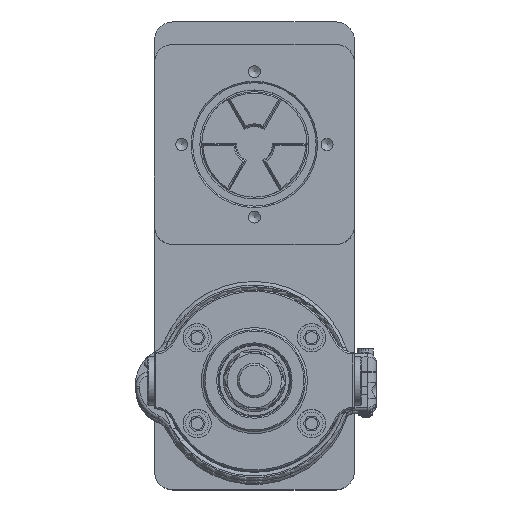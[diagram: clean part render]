
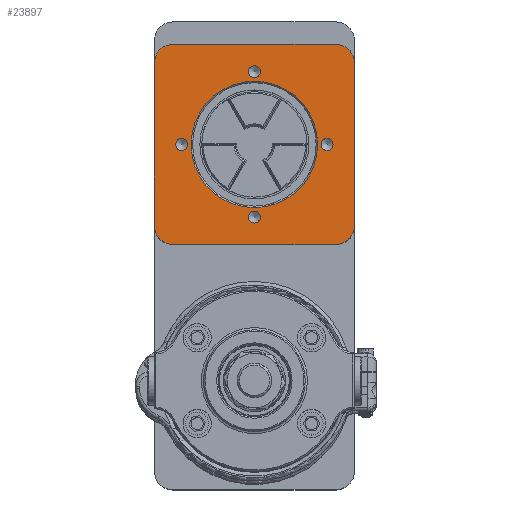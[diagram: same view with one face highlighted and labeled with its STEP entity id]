
A CAD part, top view. The second image highlights one B-rep face of the part: STEP entity #23897.
In plain terms, the highlighted planar face has unit normal (0, 0, 1).
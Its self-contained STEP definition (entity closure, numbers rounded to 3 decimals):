
#152 = FACE_BOUND ( 'NONE', #9810, .T. ) ;
#854 = DIRECTION ( 'NONE',  ( 1., 0., 0. ) ) ;
#931 = DIRECTION ( 'NONE',  ( 0., 0., 1. ) ) ;
#1246 = EDGE_CURVE ( 'NONE', #13581, #14594, #5410, .T. ) ;
#1850 = AXIS2_PLACEMENT_3D ( 'NONE', #2429, #931, #23696 ) ;
#1945 = DIRECTION ( 'NONE',  ( 1., 0., 0. ) ) ;
#1958 = EDGE_CURVE ( 'NONE', #13306, #11928, #12655, .T. ) ;
#2003 = FACE_BOUND ( 'NONE', #5342, .T. ) ;
#2007 = EDGE_LOOP ( 'NONE', ( #20334 ) ) ;
#2370 = DIRECTION ( 'NONE',  ( -1., 0., 0. ) ) ;
#2429 = CARTESIAN_POINT ( 'NONE',  ( -28.575, 28.575, 44.399 ) ) ;
#2526 = AXIS2_PLACEMENT_3D ( 'NONE', #18974, #3572, #1945 ) ;
#2620 = AXIS2_PLACEMENT_3D ( 'NONE', #7604, #14981, #9480 ) ;
#2670 = ORIENTED_EDGE ( 'NONE', *, *, #14950, .T. ) ;
#3485 = ORIENTED_EDGE ( 'NONE', *, *, #7162, .T. ) ;
#3572 = DIRECTION ( 'NONE',  ( 0., 0., 1. ) ) ;
#3576 = ORIENTED_EDGE ( 'NONE', *, *, #15857, .T. ) ;
#3851 = VECTOR ( 'NONE', #8628, 1000. ) ;
#3888 = FACE_BOUND ( 'NONE', #2007, .T. ) ;
#4514 = CIRCLE ( 'NONE', #2526, 2.1 ) ;
#4870 = CARTESIAN_POINT ( 'NONE',  ( -23.3, 0., 44.399 ) ) ;
#5265 = DIRECTION ( 'NONE',  ( 0., 1., 0. ) ) ;
#5342 = EDGE_LOOP ( 'NONE', ( #20640 ) ) ;
#5410 = CIRCLE ( 'NONE', #2620, 6.35 ) ;
#5584 = ORIENTED_EDGE ( 'NONE', *, *, #11348, .T. ) ;
#5898 = FACE_BOUND ( 'NONE', #18983, .T. ) ;
#6035 = CARTESIAN_POINT ( 'NONE',  ( -34.925, 34.925, 44.399 ) ) ;
#6288 = LINE ( 'NONE', #16273, #3851 ) ;
#6335 = EDGE_CURVE ( 'NONE', #12517, #12517, #16174, .T. ) ;
#6367 = VERTEX_POINT ( 'NONE', #9741 ) ;
#6471 = CARTESIAN_POINT ( 'NONE',  ( -34.925, -28.575, 44.399 ) ) ;
#6513 = CIRCLE ( 'NONE', #16487, 6.35 ) ;
#6766 = DIRECTION ( 'NONE',  ( 1., 0., 0. ) ) ;
#6871 = AXIS2_PLACEMENT_3D ( 'NONE', #13731, #8087, #9845 ) ;
#6886 = DIRECTION ( 'NONE',  ( 0., 0., 1. ) ) ;
#6986 = CIRCLE ( 'NONE', #13010, 2.1 ) ;
#7162 = EDGE_CURVE ( 'NONE', #14257, #14257, #17491, .T. ) ;
#7164 = ORIENTED_EDGE ( 'NONE', *, *, #1246, .T. ) ;
#7243 = DIRECTION ( 'NONE',  ( 0., 0., 1. ) ) ;
#7400 = CARTESIAN_POINT ( 'NONE',  ( 34.925, -34.925, 44.399 ) ) ;
#7604 = CARTESIAN_POINT ( 'NONE',  ( 28.575, 28.575, 44.399 ) ) ;
#7760 = FACE_OUTER_BOUND ( 'NONE', #16424, .T. ) ;
#8087 = DIRECTION ( 'NONE',  ( 0., 0., 1. ) ) ;
#8252 = DIRECTION ( 'NONE',  ( 0., 0., -1. ) ) ;
#8628 = DIRECTION ( 'NONE',  ( 0., -1., 0. ) ) ;
#8690 = CARTESIAN_POINT ( 'NONE',  ( -25.4, 0., 44.399 ) ) ;
#8850 = CARTESIAN_POINT ( 'NONE',  ( -22.098, 0., 44.399 ) ) ;
#8878 = VERTEX_POINT ( 'NONE', #6471 ) ;
#9480 = DIRECTION ( 'NONE',  ( -1., 0., 0. ) ) ;
#9553 = VERTEX_POINT ( 'NONE', #19083 ) ;
#9708 = ORIENTED_EDGE ( 'NONE', *, *, #10240, .T. ) ;
#9741 = CARTESIAN_POINT ( 'NONE',  ( 27.5, 0., 44.399 ) ) ;
#9810 = EDGE_LOOP ( 'NONE', ( #3485 ) ) ;
#9845 = DIRECTION ( 'NONE',  ( -1., 0., 0. ) ) ;
#10203 = DIRECTION ( 'NONE',  ( -1., 0., 0. ) ) ;
#10240 = EDGE_CURVE ( 'NONE', #12039, #21204, #15756, .T. ) ;
#10450 = DIRECTION ( 'NONE',  ( 0., 0., 1. ) ) ;
#10840 = DIRECTION ( 'NONE',  ( -1., 0., 0. ) ) ;
#11231 = ORIENTED_EDGE ( 'NONE', *, *, #19853, .T. ) ;
#11348 = EDGE_CURVE ( 'NONE', #13232, #13581, #20676, .T. ) ;
#11430 = VERTEX_POINT ( 'NONE', #21201 ) ;
#11467 = CARTESIAN_POINT ( 'NONE',  ( 34.925, -28.575, 44.399 ) ) ;
#11928 = VERTEX_POINT ( 'NONE', #11982 ) ;
#11982 = CARTESIAN_POINT ( 'NONE',  ( -34.925, 28.575, 44.399 ) ) ;
#12039 = VERTEX_POINT ( 'NONE', #18715 ) ;
#12343 = DIRECTION ( 'NONE',  ( 1., 0., 0. ) ) ;
#12509 = EDGE_CURVE ( 'NONE', #14594, #13306, #22296, .T. ) ;
#12517 = VERTEX_POINT ( 'NONE', #4870 ) ;
#12655 = CIRCLE ( 'NONE', #1850, 6.35 ) ;
#13010 = AXIS2_PLACEMENT_3D ( 'NONE', #24127, #7243, #6766 ) ;
#13232 = VERTEX_POINT ( 'NONE', #11467 ) ;
#13306 = VERTEX_POINT ( 'NONE', #19236 ) ;
#13528 = PLANE ( 'NONE',  #21238 ) ;
#13581 = VERTEX_POINT ( 'NONE', #19976 ) ;
#13731 = CARTESIAN_POINT ( 'NONE',  ( 28.575, -28.575, 44.399 ) ) ;
#13757 = CARTESIAN_POINT ( 'NONE',  ( 28.575, 34.925, 44.399 ) ) ;
#13839 = EDGE_CURVE ( 'NONE', #6367, #6367, #21209, .T. ) ;
#14257 = VERTEX_POINT ( 'NONE', #8850 ) ;
#14594 = VERTEX_POINT ( 'NONE', #13757 ) ;
#14950 = EDGE_CURVE ( 'NONE', #21204, #13232, #21256, .T. ) ;
#14981 = DIRECTION ( 'NONE',  ( 0., 0., 1. ) ) ;
#15479 = AXIS2_PLACEMENT_3D ( 'NONE', #24482, #22244, #10840 ) ;
#15756 = LINE ( 'NONE', #19756, #24633 ) ;
#15857 = EDGE_CURVE ( 'NONE', #8878, #12039, #6513, .T. ) ;
#16035 = ORIENTED_EDGE ( 'NONE', *, *, #12509, .T. ) ;
#16174 = CIRCLE ( 'NONE', #23807, 2.1 ) ;
#16273 = CARTESIAN_POINT ( 'NONE',  ( -34.925, -34.925, 44.399 ) ) ;
#16424 = EDGE_LOOP ( 'NONE', ( #11231, #3576, #9708, #2670, #5584, #7164, #16035, #16878 ) ) ;
#16487 = AXIS2_PLACEMENT_3D ( 'NONE', #17368, #19607, #10203 ) ;
#16878 = ORIENTED_EDGE ( 'NONE', *, *, #1958, .T. ) ;
#17250 = EDGE_CURVE ( 'NONE', #9553, #9553, #4514, .T. ) ;
#17283 = FACE_BOUND ( 'NONE', #24014, .T. ) ;
#17368 = CARTESIAN_POINT ( 'NONE',  ( -28.575, -28.575, 44.399 ) ) ;
#17491 = CIRCLE ( 'NONE', #15479, 22.098 ) ;
#17872 = CARTESIAN_POINT ( 'NONE',  ( 28.575, -34.925, 44.399 ) ) ;
#18715 = CARTESIAN_POINT ( 'NONE',  ( -28.575, -34.925, 44.399 ) ) ;
#18918 = EDGE_CURVE ( 'NONE', #11430, #11430, #6986, .T. ) ;
#18974 = CARTESIAN_POINT ( 'NONE',  ( 0., 25.4, 44.399 ) ) ;
#18983 = EDGE_LOOP ( 'NONE', ( #24412 ) ) ;
#19083 = CARTESIAN_POINT ( 'NONE',  ( 2.1, 25.4, 44.399 ) ) ;
#19172 = DIRECTION ( 'NONE',  ( -1., 0., 0. ) ) ;
#19236 = CARTESIAN_POINT ( 'NONE',  ( -28.575, 34.925, 44.399 ) ) ;
#19607 = DIRECTION ( 'NONE',  ( 0., 0., 1. ) ) ;
#19756 = CARTESIAN_POINT ( 'NONE',  ( -34.925, -34.925, 44.399 ) ) ;
#19790 = CARTESIAN_POINT ( 'NONE',  ( 25.4, 0., 44.399 ) ) ;
#19853 = EDGE_CURVE ( 'NONE', #11928, #8878, #6288, .T. ) ;
#19976 = CARTESIAN_POINT ( 'NONE',  ( 34.925, 28.575, 44.399 ) ) ;
#20334 = ORIENTED_EDGE ( 'NONE', *, *, #6335, .F. ) ;
#20640 = ORIENTED_EDGE ( 'NONE', *, *, #13839, .F. ) ;
#20676 = LINE ( 'NONE', #7400, #22240 ) ;
#21158 = CARTESIAN_POINT ( 'NONE',  ( 0., 0., 44.399 ) ) ;
#21201 = CARTESIAN_POINT ( 'NONE',  ( 2.1, -25.4, 44.399 ) ) ;
#21204 = VERTEX_POINT ( 'NONE', #17872 ) ;
#21209 = CIRCLE ( 'NONE', #23989, 2.1 ) ;
#21238 = AXIS2_PLACEMENT_3D ( 'NONE', #21158, #8252, #2370 ) ;
#21256 = CIRCLE ( 'NONE', #6871, 6.35 ) ;
#21789 = DIRECTION ( 'NONE',  ( 1., 0., 0. ) ) ;
#22240 = VECTOR ( 'NONE', #5265, 1000. ) ;
#22244 = DIRECTION ( 'NONE',  ( 0., 0., -1. ) ) ;
#22296 = LINE ( 'NONE', #6035, #23542 ) ;
#23288 = ORIENTED_EDGE ( 'NONE', *, *, #17250, .F. ) ;
#23542 = VECTOR ( 'NONE', #19172, 1000. ) ;
#23696 = DIRECTION ( 'NONE',  ( -1., 0., 0. ) ) ;
#23807 = AXIS2_PLACEMENT_3D ( 'NONE', #8690, #10450, #12343 ) ;
#23897 = ADVANCED_FACE ( 'NONE', ( #3888, #2003, #17283, #5898, #152, #7760 ), #13528, .F. ) ;
#23989 = AXIS2_PLACEMENT_3D ( 'NONE', #19790, #6886, #21789 ) ;
#24014 = EDGE_LOOP ( 'NONE', ( #23288 ) ) ;
#24127 = CARTESIAN_POINT ( 'NONE',  ( 0., -25.4, 44.399 ) ) ;
#24412 = ORIENTED_EDGE ( 'NONE', *, *, #18918, .F. ) ;
#24482 = CARTESIAN_POINT ( 'NONE',  ( 0., 0., 44.399 ) ) ;
#24633 = VECTOR ( 'NONE', #854, 1000. ) ;
